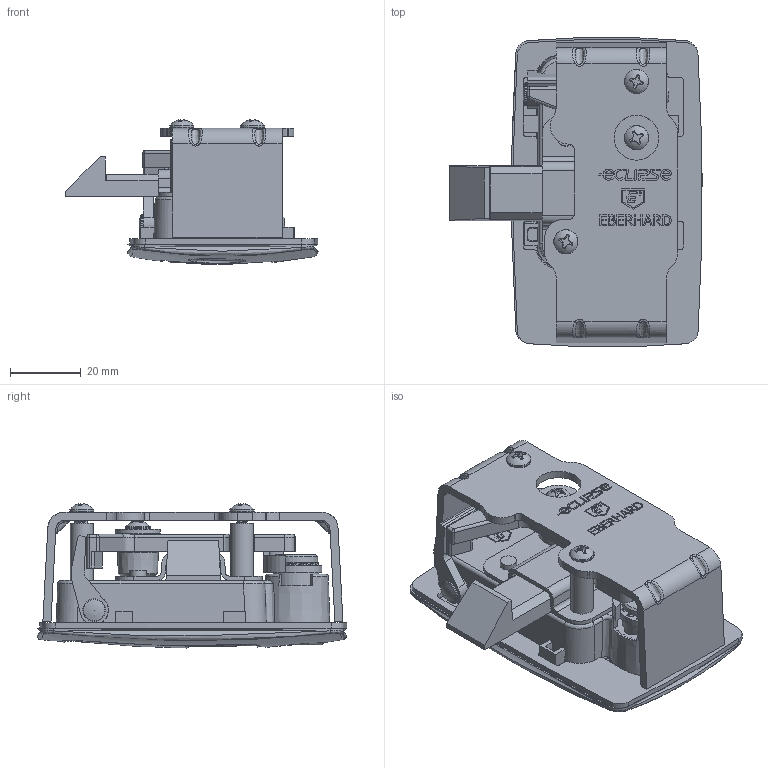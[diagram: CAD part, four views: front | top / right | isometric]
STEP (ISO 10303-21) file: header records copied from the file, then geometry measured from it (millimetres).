
FILE_DESCRIPTION(/* description */ ('ECLIPSE 2 -- SLAM LATCH W/ PADDLE HANDLE, LOCKING'),/* implementation_level */ '2;1');
FILE_NAME(/* name */ 'ECL2-730-K.stp',/* time_stamp */ '2023-11-28T13:56:29-05:00',/* author */ ('dtinay'),/* organization */ (''),/* preprocessor_version */ 'ST-DEVELOPER v20',/* originating_system */ 'Autodesk Inventor 2024',/* authorisation */ '');
FILE_SCHEMA (('AUTOMOTIVE_DESIGN { 1 0 10303 214 3 1 1 }'));
Products named in the file (20): ECL2-730-K; ECL2-130-1K; ECL2-130-1K_1; INSERT_1; ECL2-130-33; ECL2-130-34; ECL2-130-4SS; ECL-130-SS5-22; ECL-130-6; ECL2-130-7; ECL2-130-23SS; ECL2-130-41SS; 16500; 16463; 1-4881-17BR; ECL2-430-10SS; ECL2-130-40SS; ECL2-730-2; ECL-18X; ECL2-130-42SS
Assembly tree (20 placements, depth 3):
  ECL2-730-K
    ECL2-130-1K
      ECL2-130-1K_1
      INSERT_1
    ECL2-130-33
    ECL2-130-34
    ECL2-130-4SS
    ECL-130-SS5-22
    ECL-130-6
    ECL2-130-7
    ECL2-130-23SS
    ECL2-130-41SS
    16500
    16463
    1-4881-17BR
    ECL2-430-10SS
    ECL2-130-40SS  x2
    ECL2-730-2
    ECL-18X
    ECL2-130-42SS
Bounding box: 71.24 x 87.45 x 40.68 mm (x, y, z)
Volume: 61617.6 mm3; surface area: 52651.3 mm2
Topology: 24 solids, 26 shells, 1733 faces, 4624 edges, 2996 vertices
Faces by surface type: plane 936, cylinder 439, bspline 282, cone 33, torus 31, sphere 12
Full cylindrical faces by diameter (mm): 2.108 x1, 2.653 x31, 3.175 x1, 3.251 x3, 3.264 x3, 3.409 x13, 4.166 x13, 4.623 x2, 4.75 x4, 4.775 x1, 5.359 x1, 6.35 x2, 6.375 x1, 6.401 x3, 6.439 x1, 6.452 x2, 6.858 x3, 8.001 x2, 8.115 x2, 12.294 x1, 12.662 x1, 12.7 x2, 15.812 x1, 16.256 x1
Entity records: 65105 total; most frequent: CARTESIAN_POINT 23722, ORIENTED_EDGE 8834, DIRECTION 7730, EDGE_CURVE 4417, LINE 2888, VECTOR 2888, VERTEX_POINT 2872, AXIS2_PLACEMENT_3D 2421
